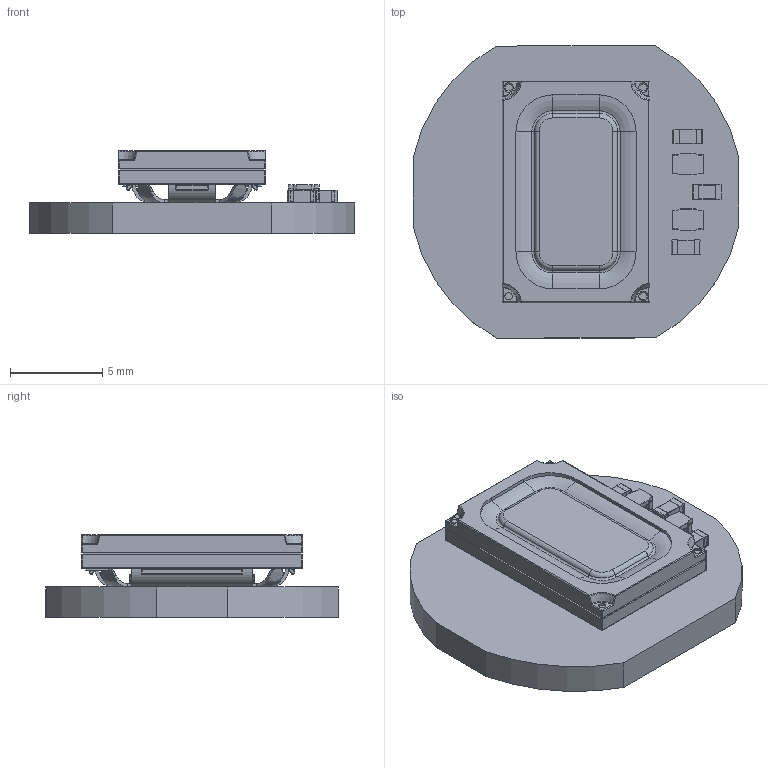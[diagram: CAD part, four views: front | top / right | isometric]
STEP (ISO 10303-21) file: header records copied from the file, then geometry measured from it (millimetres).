
FILE_DESCRIPTION(('Open CASCADE Model'),'2;1');
FILE_NAME('Open CASCADE Shape Model','2020-09-07T12:58:54',('Author'),( 'Open CASCADE'),'Open CASCADE STEP processor 6.8','Open CASCADE 6.8' ,'Unknown');
FILE_SCHEMA(('AUTOMOTIVE_DESIGN { 1 0 10303 214 1 1 1 1 }'));
Length unit declared in the file: millimetre
Products named in the file (13): PCB; BoardMic_Speaker_Interconnect; Open CASCADE STEP translator 6.8 1.1.1; LS1Mic_Speaker_Interconnect; Soberton_-_SP-1208_v4; L2Mic_Speaker_Interconnect; INDUC_-_0603_1608_v4.1; INDUC_-_0603_1608_v4; L1Mic_Speaker_Interconnect; C3Mic_Speaker_Interconnect; CAP_FILM_-_0603; C2Mic_Speaker_Interconnect; C1Mic_Speaker_Interconnect
Assembly tree (16 placements, depth 3):
  PCB
    BoardMic_Speaker_Interconnect
      Open CASCADE STEP translator 6.8 1.1.1
    LS1Mic_Speaker_Interconnect
      Soberton_-_SP-1208_v4
    L2Mic_Speaker_Interconnect
      INDUC_-_0603_1608_v4.1
      INDUC_-_0603_1608_v4
    L1Mic_Speaker_Interconnect
      INDUC_-_0603_1608_v4.1
      INDUC_-_0603_1608_v4
    C3Mic_Speaker_Interconnect
      CAP_FILM_-_0603
    C2Mic_Speaker_Interconnect
      CAP_FILM_-_0603
    C1Mic_Speaker_Interconnect
      CAP_FILM_-_0603
Bounding box: 17.6 x 15.81 x 4.47 mm (x, y, z)
Volume: 530.6 mm3; surface area: 1073.5 mm2
Topology: 10 solids, 10 shells, 1046 faces, 2623 edges, 1581 vertices
Faces by surface type: cylinder 409, plane 276, torus 159, bspline 116, sphere 82, cone 4
Full cylindrical faces by diameter (mm): 0.075 x80, 0.4 x4
Entity records: 25205 total; most frequent: CARTESIAN_POINT 7203, DIRECTION 3530, ORIENTED_EDGE 3352, EDGE_CURVE 1676, AXIS2_PLACEMENT_3D 1413, VERTEX_POINT 1007, CIRCLE 759, FACE_BOUND 707
